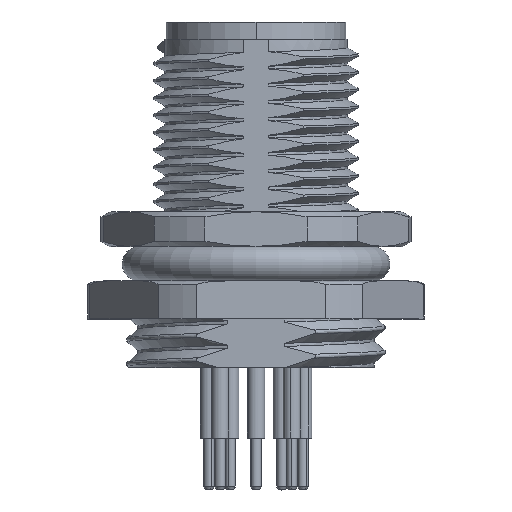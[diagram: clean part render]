
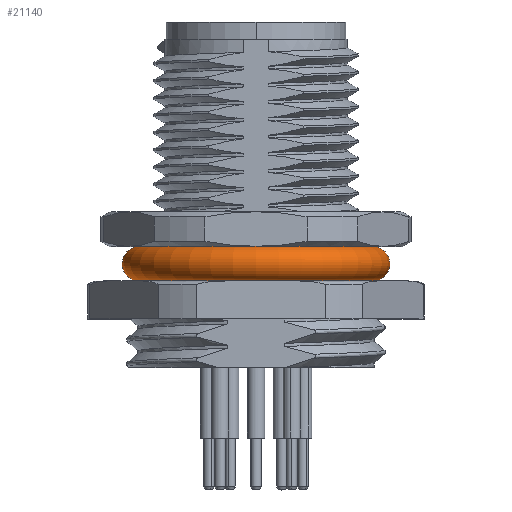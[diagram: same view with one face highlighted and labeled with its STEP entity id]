
A CAD part, top view. The second image highlights one B-rep face of the part: STEP entity #21140.
In plain terms, the highlighted toroidal (fillet/blend) face has major radius 6.75 mm and minor radius 1 mm.
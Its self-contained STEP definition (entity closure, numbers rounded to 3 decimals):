
#6841=CARTESIAN_POINT('',(6.75,-1.,0.));
#6842=DIRECTION('',(0.,0.,-1.));
#6843=DIRECTION('',(-0.214,0.977,0.));
#6844=AXIS2_PLACEMENT_3D('',#6841,#6842,#6843);
#6846=CARTESIAN_POINT('',(-6.75,-1.,0.));
#6847=DIRECTION('',(0.,0.,-1.));
#6848=DIRECTION('',(0.25,-0.968,0.));
#6849=AXIS2_PLACEMENT_3D('',#6846,#6847,#6848);
#6851=CARTESIAN_POINT('',(0.,-1.968,0.));
#6852=DIRECTION('',(0.,-1.,0.));
#6853=DIRECTION('',(1.,0.,0.));
#6854=AXIS2_PLACEMENT_3D('',#6851,#6852,#6853);
#9329=CARTESIAN_POINT('',(0.,-0.023,0.));
#9330=DIRECTION('',(0.,-1.,0.));
#9331=DIRECTION('',(1.,0.,0.));
#9332=AXIS2_PLACEMENT_3D('',#9329,#9330,#9331);
#9751=CARTESIAN_POINT('',(-6.5,-1.968,0.));
#9752=CARTESIAN_POINT('',(6.5,-1.968,0.));
#9753=VERTEX_POINT('',#9751);
#9754=VERTEX_POINT('',#9752);
#9755=CARTESIAN_POINT('',(6.536,-0.023,
0.));
#9756=CARTESIAN_POINT('',(-6.536,-0.023,
0.));
#9757=VERTEX_POINT('',#9755);
#9758=VERTEX_POINT('',#9756);
#21127=CARTESIAN_POINT('',(0.,-1.,0.));
#21128=DIRECTION('',(0.,-1.,0.));
#21129=DIRECTION('',(1.,0.,0.));
#21130=AXIS2_PLACEMENT_3D('',#21127,#21128,#21129);
#21131=TOROIDAL_SURFACE('',#21130,6.75,1.);
#21132=ORIENTED_EDGE('',*,*,#21121,.T.);
#21134=ORIENTED_EDGE('',*,*,#21133,.T.);
#21135=ORIENTED_EDGE('',*,*,#21117,.T.);
#21137=ORIENTED_EDGE('',*,*,#21136,.F.);
#21138=EDGE_LOOP('',(#21132,#21134,#21135,#21137));
#21139=FACE_OUTER_BOUND('',#21138,.F.);
#6845=CIRCLE('',#6844,1.);
#6850=CIRCLE('',#6849,1.);
#6855=CIRCLE('',#6854,6.5);
#9333=CIRCLE('',#9332,6.536);
#21117=EDGE_CURVE('',#9753,#9758,#6850,.T.);
#21121=EDGE_CURVE('',#9757,#9754,#6845,.T.);
#21133=EDGE_CURVE('',#9754,#9753,#6855,.T.);
#21136=EDGE_CURVE('',#9757,#9758,#9333,.T.);
#21140=ADVANCED_FACE('',(#21139),#21131,.T.);
